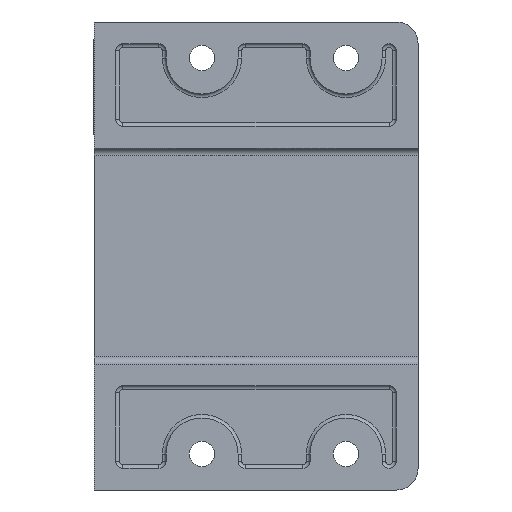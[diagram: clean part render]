
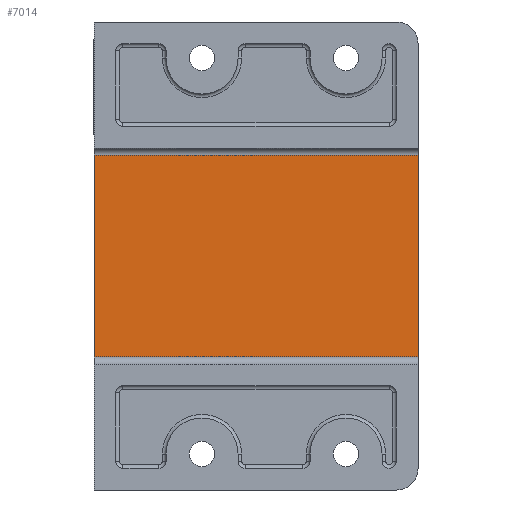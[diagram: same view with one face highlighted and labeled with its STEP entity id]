
A CAD part, front view. The second image highlights one B-rep face of the part: STEP entity #7014.
In plain terms, the highlighted planar face has unit normal (0, -1, 0).
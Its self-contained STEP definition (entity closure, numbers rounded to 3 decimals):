
#138 = DIRECTION ( 'NONE',  ( 1., 0., 0. ) ) ;
#269 = ORIENTED_EDGE ( 'NONE', *, *, #5329, .F. ) ;
#274 = VECTOR ( 'NONE', #2398, 1000. ) ;
#456 = CARTESIAN_POINT ( 'NONE',  ( -22.5, 1., 14. ) ) ;
#799 = CARTESIAN_POINT ( 'NONE',  ( -22.5, 1., -14. ) ) ;
#1313 = VERTEX_POINT ( 'NONE', #2351 ) ;
#1362 = EDGE_CURVE ( 'NONE', #2866, #2901, #5112, .T. ) ;
#1588 = ORIENTED_EDGE ( 'NONE', *, *, #6810, .T. ) ;
#2098 = CARTESIAN_POINT ( 'NONE',  ( -22.5, 1., -14. ) ) ;
#2302 = VECTOR ( 'NONE', #138, 1000. ) ;
#2351 = CARTESIAN_POINT ( 'NONE',  ( -22.5, 1., -14. ) ) ;
#2398 = DIRECTION ( 'NONE',  ( 0., 0., 1. ) ) ;
#2866 = VERTEX_POINT ( 'NONE', #7571 ) ;
#2901 = VERTEX_POINT ( 'NONE', #9383 ) ;
#2919 = PLANE ( 'NONE',  #10763 ) ;
#3815 = DIRECTION ( 'NONE',  ( 0., 1., 0. ) ) ;
#4090 = CARTESIAN_POINT ( 'NONE',  ( 22.5, 1., -14. ) ) ;
#4741 = DIRECTION ( 'NONE',  ( 0., 0., 1. ) ) ;
#5112 = LINE ( 'NONE', #4090, #7956 ) ;
#5329 = EDGE_CURVE ( 'NONE', #7879, #2901, #10133, .T. ) ;
#5495 = LINE ( 'NONE', #799, #8066 ) ;
#5707 = DIRECTION ( 'NONE',  ( 0., 0., 1. ) ) ;
#5765 = FACE_OUTER_BOUND ( 'NONE', #6933, .T. ) ;
#6383 = LINE ( 'NONE', #11166, #274 ) ;
#6810 = EDGE_CURVE ( 'NONE', #1313, #2866, #5495, .T. ) ;
#6933 = EDGE_LOOP ( 'NONE', ( #8141, #269, #11179, #1588 ) ) ;
#6970 = DIRECTION ( 'NONE',  ( 1., 0., 0. ) ) ;
#7014 = ADVANCED_FACE ( 'NONE', ( #5765 ), #2919, .F. ) ;
#7571 = CARTESIAN_POINT ( 'NONE',  ( 22.5, 1., -14. ) ) ;
#7879 = VERTEX_POINT ( 'NONE', #456 ) ;
#7956 = VECTOR ( 'NONE', #5707, 1000. ) ;
#8066 = VECTOR ( 'NONE', #6970, 1000. ) ;
#8141 = ORIENTED_EDGE ( 'NONE', *, *, #1362, .T. ) ;
#8189 = EDGE_CURVE ( 'NONE', #1313, #7879, #6383, .T. ) ;
#9383 = CARTESIAN_POINT ( 'NONE',  ( 22.5, 1., 14. ) ) ;
#10133 = LINE ( 'NONE', #10628, #2302 ) ;
#10628 = CARTESIAN_POINT ( 'NONE',  ( -22.5, 1., 14. ) ) ;
#10763 = AXIS2_PLACEMENT_3D ( 'NONE', #2098, #3815, #4741 ) ;
#11166 = CARTESIAN_POINT ( 'NONE',  ( -22.5, 1., -14. ) ) ;
#11179 = ORIENTED_EDGE ( 'NONE', *, *, #8189, .F. ) ;
